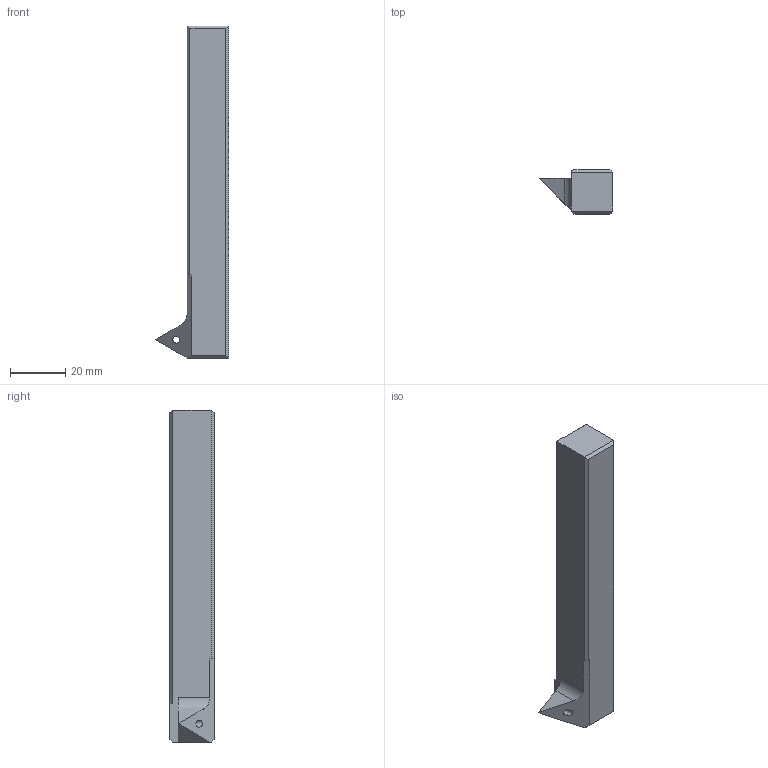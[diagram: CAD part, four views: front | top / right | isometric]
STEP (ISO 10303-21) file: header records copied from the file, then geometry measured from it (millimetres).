
FILE_DESCRIPTION (( 'STEP AP214' ), '1' );
FILE_NAME ('Gewindehalter_001.STEP', '2016-10-11T19:38:05', ( '' ), ( '' ), 'TALLA', 'TALLA', '' );
FILE_SCHEMA (( 'AUTOMOTIVE_DESIGN' ));
Length unit declared in the file: millimetre
Products named in the file (1): Gewindehalter_001
Bounding box: 26.49 x 16 x 120 mm (x, y, z)
Volume: 29082 mm3; surface area: 7828.3 mm2
Topology: 1 solids, 1 shells, 23 faces, 55 edges, 34 vertices
Faces by surface type: plane 20, cylinder 3
Entity records: 686 total; most frequent: CARTESIAN_POINT 122, ORIENTED_EDGE 110, DIRECTION 103, EDGE_CURVE 55, VECTOR 49, LINE 49, VERTEX_POINT 34, AXIS2_PLACEMENT_3D 27
